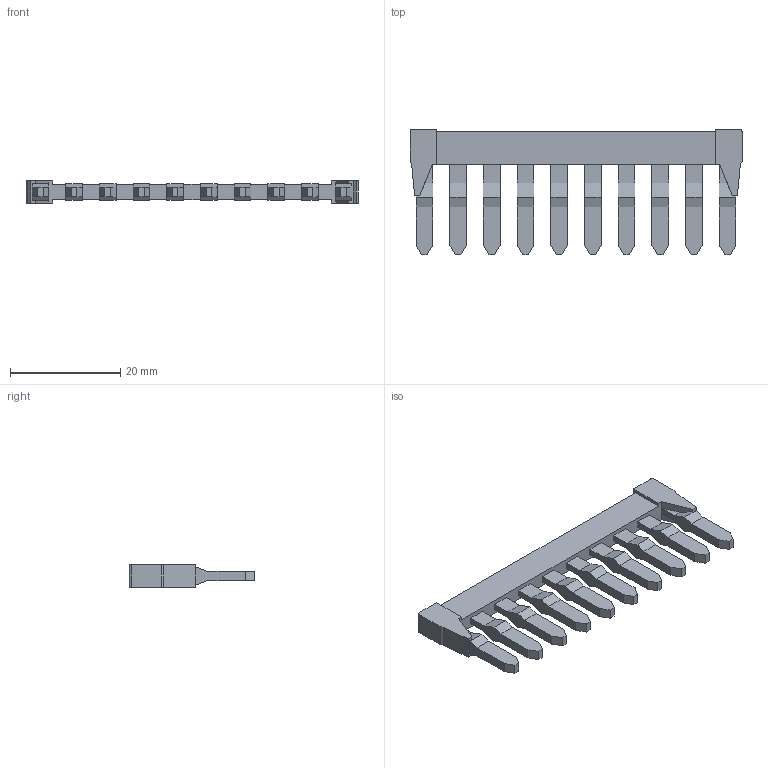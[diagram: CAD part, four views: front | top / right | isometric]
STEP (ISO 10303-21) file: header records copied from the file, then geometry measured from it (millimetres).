
FILE_DESCRIPTION((''),'2;1');
FILE_NAME('17219_SQI_4_10','2023-02-10T',('Andreas Nolte'),(''),'CREO PARAMETRIC BY PTC INC, 2017300','CREO PARAMETRIC BY PTC INC, 2017300','');
FILE_SCHEMA(('CONFIG_CONTROL_DESIGN'));
Length unit declared in the file: millimetre
Products named in the file (1): 17219_SQI_4_10
Bounding box: 60.1 x 22.78 x 4 mm (x, y, z)
Volume: 2008.8 mm3; surface area: 2739 mm2
Topology: 1 solids, 1 shells, 156 faces, 438 edges, 292 vertices
Faces by surface type: plane 154, cylinder 2
Entity records: 5006 total; most frequent: CARTESIAN_POINT 886, ORIENTED_EDGE 876, DIRECTION 754, EDGE_CURVE 438, VECTOR 434, LINE 434, VERTEX_POINT 292, EDGE_LOOP 164
